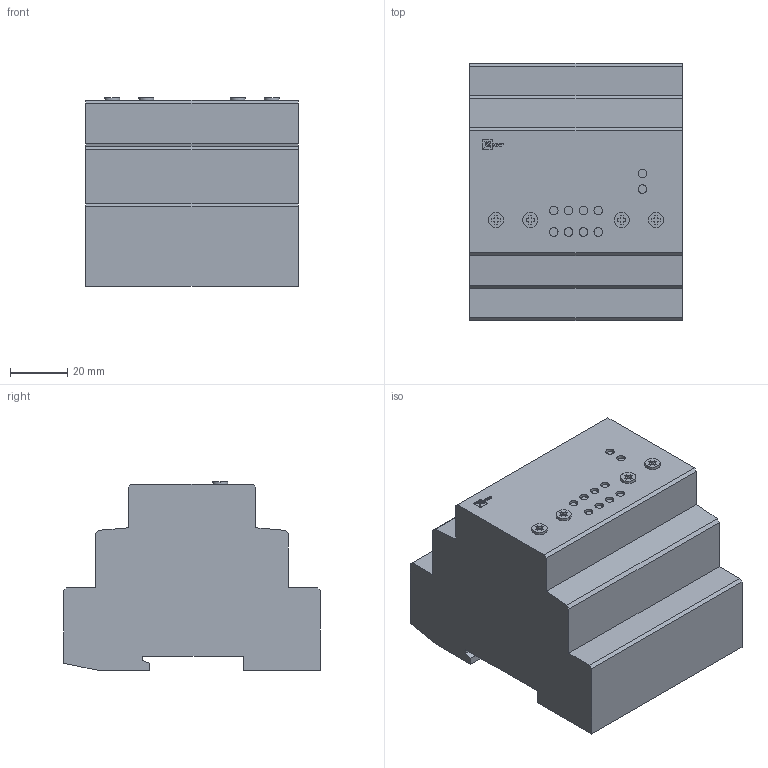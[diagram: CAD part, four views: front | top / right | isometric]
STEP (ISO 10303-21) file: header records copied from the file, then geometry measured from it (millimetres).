
FILE_DESCRIPTION (( 'STEP AP203' ), '1' );
FILE_NAME ('Êîíòðîëëåð ÀÂÐ íà 2 ââîäà ñ ñåêöèîíèðîâàíèåì AVR-2 (rel-avr-2).STEP', '2018-09-04T05:56:28', ( '' ), ( '' ), 'SwSTEP 2.0', 'SolidWorks 2017', '' );
FILE_SCHEMA (( 'CONFIG_CONTROL_DESIGN' ));
Length unit declared in the file: millimetre
Products named in the file (1): Êîíòðîëëåð ÀÂÐ íà 2 ââîäà ñ ñåêöèîíèðîâàíèåì AVR-2 (rel-avr-2)
Bounding box: 74.5 x 90 x 66.2 mm (x, y, z)
Volume: 335793.1 mm3; surface area: 32844.2 mm2
Topology: 1 solids, 1 shells, 205 faces, 528 edges, 352 vertices
Faces by surface type: plane 147, cylinder 40, bspline 18
Entity records: 6799 total; most frequent: CARTESIAN_POINT 1752, ORIENTED_EDGE 1056, DIRECTION 948, EDGE_CURVE 528, LINE 412, VECTOR 412, VERTEX_POINT 352, AXIS2_PLACEMENT_3D 268
